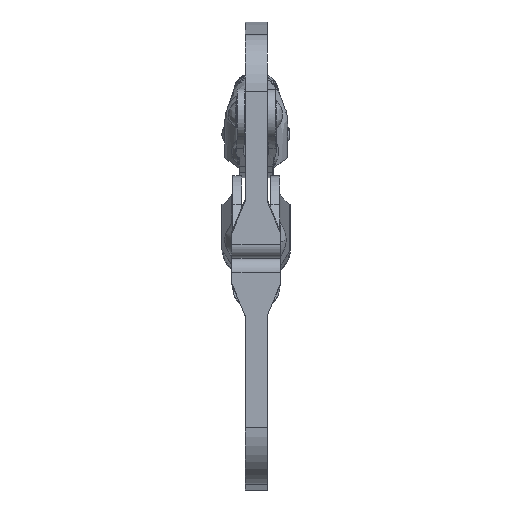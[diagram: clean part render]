
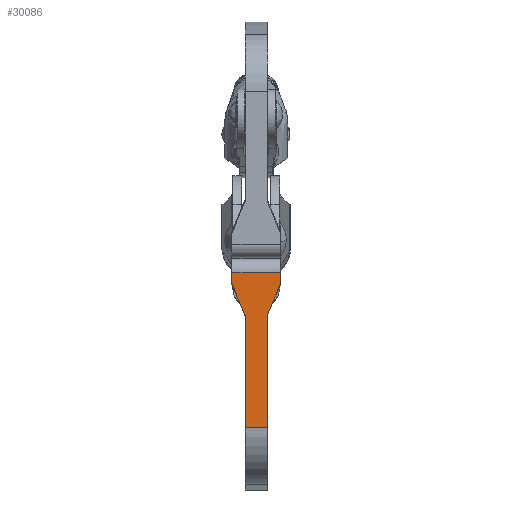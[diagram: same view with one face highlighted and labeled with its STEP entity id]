
A CAD part, left-side view. The second image highlights one B-rep face of the part: STEP entity #30086.
In plain terms, the highlighted planar face has unit normal (-1, 0, -0.025).
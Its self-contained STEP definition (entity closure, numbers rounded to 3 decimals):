
#616 = CARTESIAN_POINT ( 'NONE',  ( -171.783, -0.598, 74.865 ) ) ;
#1110 = EDGE_CURVE ( 'NONE', #50195, #43143, #27462, .T. ) ;
#2129 = ORIENTED_EDGE ( 'NONE', *, *, #16434, .F. ) ;
#2939 = VECTOR ( 'NONE', #50867, 1000. ) ;
#3841 = EDGE_CURVE ( 'NONE', #43143, #9821, #11756, .T. ) ;
#4785 = VECTOR ( 'NONE', #45038, 1000. ) ;
#8613 = LINE ( 'NONE', #616, #10019 ) ;
#8966 = CARTESIAN_POINT ( 'NONE',  ( -169.729, 9.752, -8.505 ) ) ;
#8998 = CARTESIAN_POINT ( 'NONE',  ( -169.729, -4.448, -8.505 ) ) ;
#9821 = VERTEX_POINT ( 'NONE', #22999 ) ;
#10019 = VECTOR ( 'NONE', #32726, 1000. ) ;
#10281 = VECTOR ( 'NONE', #18819, 1000. ) ;
#10411 = LINE ( 'NONE', #32056, #56435 ) ;
#11573 = ORIENTED_EDGE ( 'NONE', *, *, #50324, .F. ) ;
#11598 = CARTESIAN_POINT ( 'NONE',  ( -171.783, 5.902, 74.865 ) ) ;
#11756 = LINE ( 'NONE', #22492, #10281 ) ;
#12279 = CARTESIAN_POINT ( 'NONE',  ( -168.611, 5.902, -53.884 ) ) ;
#13731 = LINE ( 'NONE', #18723, #2939 ) ;
#14686 = DIRECTION ( 'NONE',  ( 0., 1., 0. ) ) ;
#16217 = PLANE ( 'NONE',  #35651 ) ;
#16434 = EDGE_CURVE ( 'NONE', #56827, #39763, #10411, .T. ) ;
#17158 = CARTESIAN_POINT ( 'NONE',  ( -171.783, 9.752, 74.865 ) ) ;
#18723 = CARTESIAN_POINT ( 'NONE',  ( -169.729, 5.902, -8.505 ) ) ;
#18819 = DIRECTION ( 'NONE',  ( -0.025, 0., 1. ) ) ;
#21470 = LINE ( 'NONE', #44420, #45935 ) ;
#22492 = CARTESIAN_POINT ( 'NONE',  ( -168.611, 5.902, -53.884 ) ) ;
#22999 = CARTESIAN_POINT ( 'NONE',  ( -169.421, 5.902, -21.026 ) ) ;
#26047 = FACE_OUTER_BOUND ( 'NONE', #44339, .T. ) ;
#27462 = LINE ( 'NONE', #12279, #38317 ) ;
#27921 = CARTESIAN_POINT ( 'NONE',  ( -169.65, 9.752, -11.727 ) ) ;
#28496 = EDGE_CURVE ( 'NONE', #55182, #9821, #54201, .T. ) ;
#29027 = CARTESIAN_POINT ( 'NONE',  ( -169.65, -4.448, -11.727 ) ) ;
#30086 = ADVANCED_FACE ( 'NONE', ( #26047 ), #16217, .F. ) ;
#32056 = CARTESIAN_POINT ( 'NONE',  ( -169.65, -4.448, -11.727 ) ) ;
#32547 = VECTOR ( 'NONE', #37008, 1000. ) ;
#32556 = ORIENTED_EDGE ( 'NONE', *, *, #1110, .F. ) ;
#32657 = CARTESIAN_POINT ( 'NONE',  ( -168.611, 5.902, -53.884 ) ) ;
#32726 = DIRECTION ( 'NONE',  ( 0.025, 0., -1. ) ) ;
#33105 = ORIENTED_EDGE ( 'NONE', *, *, #3841, .F. ) ;
#33330 = VERTEX_POINT ( 'NONE', #8966 ) ;
#35651 = AXIS2_PLACEMENT_3D ( 'NONE', #11598, #57410, #48313 ) ;
#37008 = DIRECTION ( 'NONE',  ( 0.023, -0.382, -0.924 ) ) ;
#37234 = CARTESIAN_POINT ( 'NONE',  ( -169.65, 9.752, -11.727 ) ) ;
#38317 = VECTOR ( 'NONE', #14686, 1000. ) ;
#38856 = ORIENTED_EDGE ( 'NONE', *, *, #44434, .F. ) ;
#38974 = EDGE_CURVE ( 'NONE', #39763, #50195, #8613, .T. ) ;
#39127 = ORIENTED_EDGE ( 'NONE', *, *, #38974, .F. ) ;
#39763 = VERTEX_POINT ( 'NONE', #40146 ) ;
#40146 = CARTESIAN_POINT ( 'NONE',  ( -169.421, -0.598, -21.026 ) ) ;
#41152 = DIRECTION ( 'NONE',  ( 0.023, 0.382, -0.924 ) ) ;
#41225 = CARTESIAN_POINT ( 'NONE',  ( -168.611, -0.598, -53.884 ) ) ;
#43143 = VERTEX_POINT ( 'NONE', #32657 ) ;
#44339 = EDGE_LOOP ( 'NONE', ( #2129, #58318, #11573, #38856, #46055, #33105, #32556, #39127 ) ) ;
#44420 = CARTESIAN_POINT ( 'NONE',  ( -171.783, -4.448, 74.865 ) ) ;
#44434 = EDGE_CURVE ( 'NONE', #55182, #33330, #55167, .T. ) ;
#45038 = DIRECTION ( 'NONE',  ( -0.025, 0., 1. ) ) ;
#45935 = VECTOR ( 'NONE', #49614, 1000. ) ;
#46055 = ORIENTED_EDGE ( 'NONE', *, *, #28496, .T. ) ;
#48313 = DIRECTION ( 'NONE',  ( 0.025, 0., -1. ) ) ;
#49614 = DIRECTION ( 'NONE',  ( 0.025, 0., -1. ) ) ;
#50195 = VERTEX_POINT ( 'NONE', #41225 ) ;
#50324 = EDGE_CURVE ( 'NONE', #33330, #57415, #13731, .T. ) ;
#50867 = DIRECTION ( 'NONE',  ( 0., -1., 0. ) ) ;
#54201 = LINE ( 'NONE', #27921, #32547 ) ;
#55167 = LINE ( 'NONE', #17158, #4785 ) ;
#55182 = VERTEX_POINT ( 'NONE', #37234 ) ;
#55452 = EDGE_CURVE ( 'NONE', #57415, #56827, #21470, .T. ) ;
#56435 = VECTOR ( 'NONE', #41152, 1000. ) ;
#56827 = VERTEX_POINT ( 'NONE', #29027 ) ;
#57410 = DIRECTION ( 'NONE',  ( 1., 0., 0.025 ) ) ;
#57415 = VERTEX_POINT ( 'NONE', #8998 ) ;
#58318 = ORIENTED_EDGE ( 'NONE', *, *, #55452, .F. ) ;
